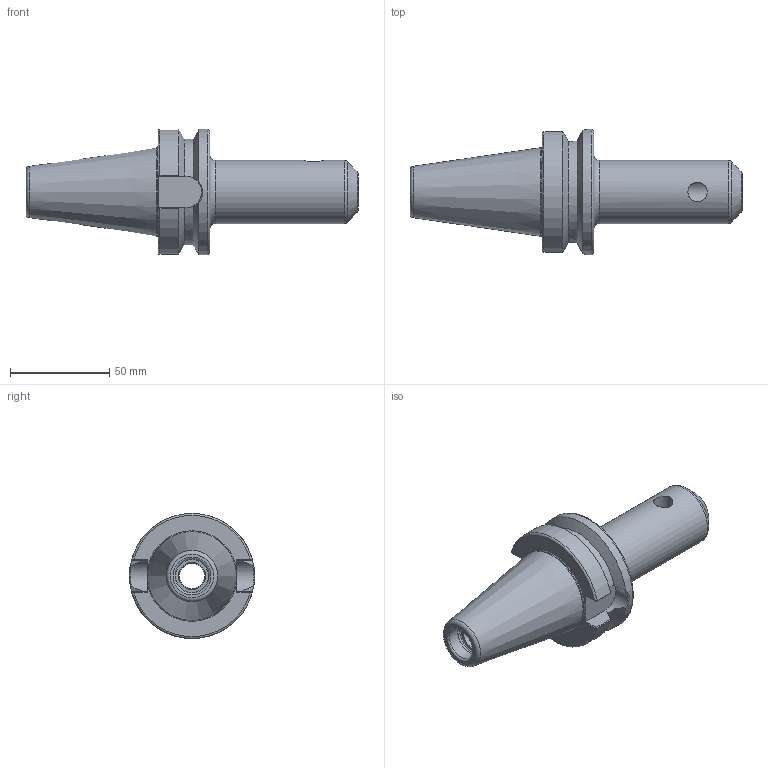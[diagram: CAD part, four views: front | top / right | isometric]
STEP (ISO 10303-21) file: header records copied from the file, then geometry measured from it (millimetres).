
FILE_DESCRIPTION(/* description */ (''),/* implementation_level */ '2;1');
FILE_NAME(/* name */ 'DBT40-EM050-0400.stp',/* time_stamp */ '2019-07-22T15:54:32-05:00',/* author */ ('ldfli'),/* organization */ (''),/* preprocessor_version */ 'ST-DEVELOPER v18',/* originating_system */ 'Autodesk Inventor LT',/* authorisation */ '');
FILE_SCHEMA (('AUTOMOTIVE_DESIGN { 1 0 10303 214 3 1 1 }'));
Length unit declared in the file: millimetre
Products named in the file (1): DBT40-EM050-0400
Bounding box: 167 x 63 x 63 mm (x, y, z)
Volume: 167774.4 mm3; surface area: 32535.5 mm2
Topology: 1 solids, 1 shells, 65 faces, 190 edges, 132 vertices
Faces by surface type: plane 23, cylinder 15, torus 11, bspline 10, cone 6
Full cylindrical faces by diameter (mm): 9.728 x1, 12.7 x1, 13.835 x1, 14 x1, 17 x1, 17.5 x1, 31.75 x1, 44.45 x1, 63 x1
Entity records: 2797 total; most frequent: CARTESIAN_POINT 1052, ORIENTED_EDGE 380, DIRECTION 339, EDGE_CURVE 190, AXIS2_PLACEMENT_3D 140, VERTEX_POINT 132, CIRCLE 84, EDGE_LOOP 74
